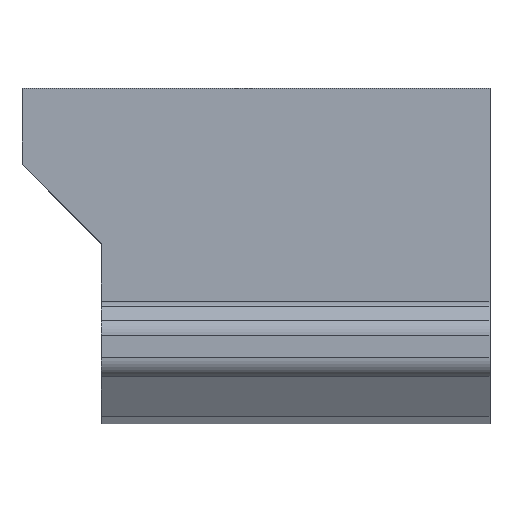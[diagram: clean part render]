
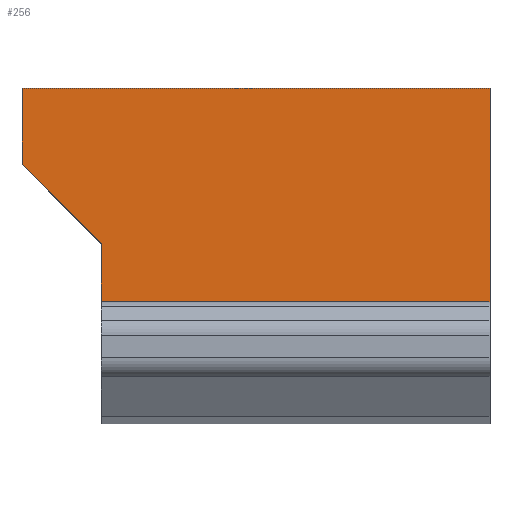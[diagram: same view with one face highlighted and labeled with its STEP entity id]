
A CAD part, top view. The second image highlights one B-rep face of the part: STEP entity #256.
In plain terms, the highlighted planar face has unit normal (0, 0, 1).
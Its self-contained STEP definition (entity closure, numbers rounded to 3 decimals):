
#141=CARTESIAN_POINT('Vertex',(-302.992,-47.979,8.5)) ;
#144=CARTESIAN_POINT('Line Origine',(-302.992,-47.015,8.5)) ;
#148=CARTESIAN_POINT('Vertex',(-302.992,-46.05,8.5)) ;
#202=CARTESIAN_POINT('Vertex',(-300.971,-50.,8.5)) ;
#205=CARTESIAN_POINT('Line Origine',(-301.982,-48.99,8.5)) ;
#217=CARTESIAN_POINT('Axis2P3D Location',(-394.042,0.,8.5)) ;
#222=CARTESIAN_POINT('Line Origine',(-297.042,-46.05,8.5)) ;
#226=CARTESIAN_POINT('Vertex',(-291.092,-46.05,8.5)) ;
#229=CARTESIAN_POINT('Line Origine',(-300.971,-51.037,8.5)) ;
#233=CARTESIAN_POINT('Vertex',(-300.971,-52.073,8.5)) ;
#236=CARTESIAN_POINT('Line Origine',(-296.032,-52.073,8.5)) ;
#240=CARTESIAN_POINT('Vertex',(-291.092,-52.073,8.5)) ;
#243=CARTESIAN_POINT('Line Origine',(-291.092,-49.062,8.5)) ;
#145=DIRECTION('Vector Direction',(0.,-1.,0.)) ;
#206=DIRECTION('Vector Direction',(0.707,-0.707,0.)) ;
#218=DIRECTION('Axis2P3D Direction',(0.,0.,1.)) ;
#219=DIRECTION('Axis2P3D XDirection',(-1.,0.,0.)) ;
#223=DIRECTION('Vector Direction',(-1.,0.,0.)) ;
#230=DIRECTION('Vector Direction',(0.,-1.,0.)) ;
#237=DIRECTION('Vector Direction',(-1.,0.,0.)) ;
#244=DIRECTION('Vector Direction',(0.,1.,0.)) ;
#220=AXIS2_PLACEMENT_3D('Plane Axis2P3D',#217,#218,#219) ;
#249=ORIENTED_EDGE('',*,*,#228,.T.) ;
#250=ORIENTED_EDGE('',*,*,#150,.T.) ;
#251=ORIENTED_EDGE('',*,*,#209,.T.) ;
#252=ORIENTED_EDGE('',*,*,#235,.T.) ;
#253=ORIENTED_EDGE('',*,*,#242,.F.) ;
#254=ORIENTED_EDGE('',*,*,#247,.T.) ;
#146=VECTOR('Line Direction',#145,1.) ;
#207=VECTOR('Line Direction',#206,1.) ;
#224=VECTOR('Line Direction',#223,1.) ;
#231=VECTOR('Line Direction',#230,1.) ;
#238=VECTOR('Line Direction',#237,1.) ;
#245=VECTOR('Line Direction',#244,1.) ;
#256=ADVANCED_FACE('PartBody',(#255),#221,.T.) ;
#150=EDGE_CURVE('',#149,#142,#147,.T.) ;
#209=EDGE_CURVE('',#142,#203,#208,.T.) ;
#228=EDGE_CURVE('',#227,#149,#225,.T.) ;
#235=EDGE_CURVE('',#203,#234,#232,.T.) ;
#242=EDGE_CURVE('',#241,#234,#239,.T.) ;
#247=EDGE_CURVE('',#241,#227,#246,.T.) ;
#248=EDGE_LOOP('',(#249,#250,#251,#252,#253,#254)) ;
#255=FACE_OUTER_BOUND('',#248,.T.) ;
#147=LINE('Line',#144,#146) ;
#208=LINE('Line',#205,#207) ;
#225=LINE('Line',#222,#224) ;
#232=LINE('Line',#229,#231) ;
#239=LINE('Line',#236,#238) ;
#246=LINE('Line',#243,#245) ;
#221=PLANE('Plane',#220) ;
#142=VERTEX_POINT('',#141) ;
#149=VERTEX_POINT('',#148) ;
#203=VERTEX_POINT('',#202) ;
#227=VERTEX_POINT('',#226) ;
#234=VERTEX_POINT('',#233) ;
#241=VERTEX_POINT('',#240) ;
